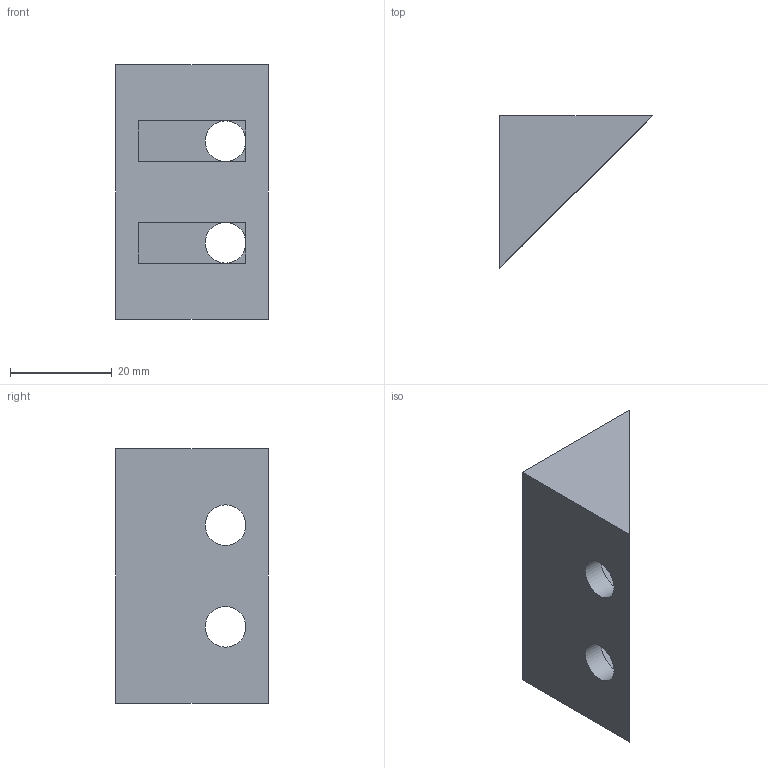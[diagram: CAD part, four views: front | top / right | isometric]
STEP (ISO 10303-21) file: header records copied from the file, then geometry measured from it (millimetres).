
FILE_DESCRIPTION(/* description */ (''),/* implementation_level */ '2;1');
FILE_NAME(/* name */ 'Supporterrrre_ipt_9d026ab0.STEP',/* time_stamp */ '2021-11-16T10:20:58+02:00',/* author */ ('Mohamed Teleb'),/* organization */ (''),/* preprocessor_version */ 'ST-DEVELOPER v17',/* originating_system */ 'Autodesk Inventor 2019',/* authorisation */ '');
FILE_SCHEMA (('AUTOMOTIVE_DESIGN { 1 0 10303 214 3 1 1 }'));
Length unit declared in the file: millimetre
Products named in the file (1): Supporterrrre
Bounding box: 30 x 30 x 50 mm (x, y, z)
Volume: 18019.8 mm3; surface area: 7159.1 mm2
Topology: 1 solids, 1 shells, 25 faces, 61 edges, 36 vertices
Faces by surface type: plane 21, cylinder 4
Full cylindrical faces by diameter (mm): 8 x4
Entity records: 776 total; most frequent: DIRECTION 131, CARTESIAN_POINT 123, ORIENTED_EDGE 122, EDGE_CURVE 61, AXIS2_PLACEMENT_3D 44, LINE 43, VECTOR 43, VERTEX_POINT 36
